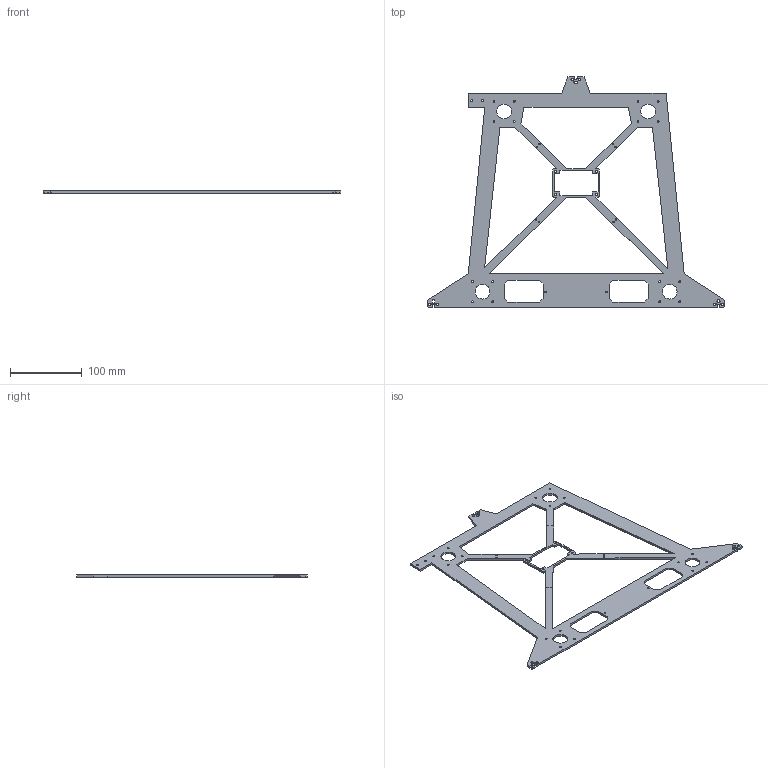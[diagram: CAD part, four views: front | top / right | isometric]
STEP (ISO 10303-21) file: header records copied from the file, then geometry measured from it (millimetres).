
FILE_DESCRIPTION(/* description */ (''),/* implementation_level */ '2;1');
FILE_NAME(/* name */ 'new-version.step',/* time_stamp */ '2025-10-19T13:34:51+09:00',/* author */ (''),/* organization */ (''),/* preprocessor_version */ 'ST-DEVELOPER v20.1',/* originating_system */ 'Autodesk Translation Framework v14.17.0.0',/* authorisation */ '');
FILE_SCHEMA (('AUTOMOTIVE_DESIGN { 1 0 10303 214 3 1 1 }'));
Length unit declared in the file: millimetre
Products named in the file (1): bed-frame
Bounding box: 413.64 x 320 x 2.8 mm (x, y, z)
Volume: 100619.2 mm3; surface area: 84388.6 mm2
Topology: 1 solids, 1 shells, 144 faces, 426 edges, 284 vertices
Faces by surface type: plane 82, cylinder 62
Full cylindrical faces by diameter (mm): 2 x8, 2.529 x22, 3 x2, 3.4 x6, 4.2 x1, 20.5 x4
Entity records: 5082 total; most frequent: CARTESIAN_POINT 855, ORIENTED_EDGE 852, DIRECTION 840, EDGE_CURVE 426, LINE 302, VECTOR 302, VERTEX_POINT 284, AXIS2_PLACEMENT_3D 269
